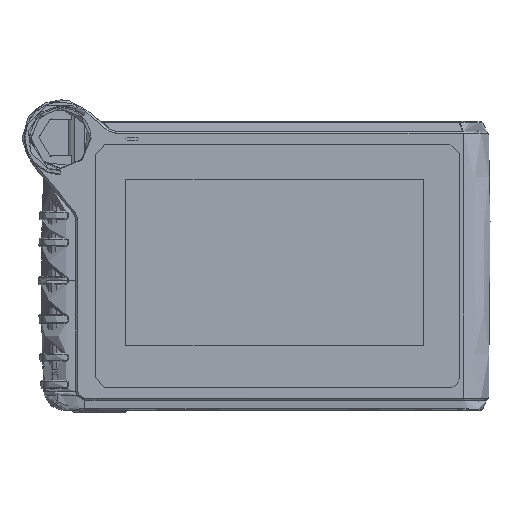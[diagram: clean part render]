
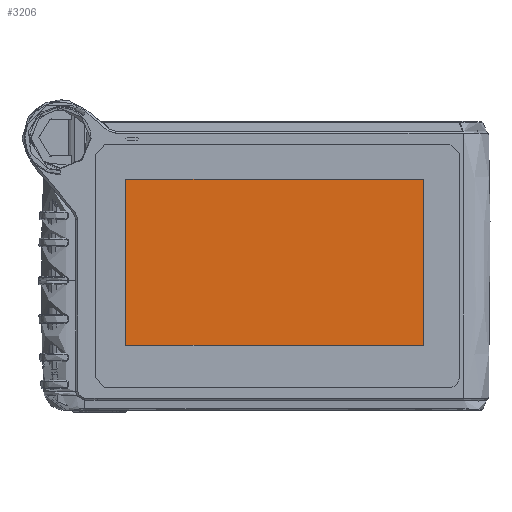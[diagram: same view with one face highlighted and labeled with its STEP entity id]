
A CAD part, top view. The second image highlights one B-rep face of the part: STEP entity #3206.
In plain terms, the highlighted planar face has unit normal (0, 0, 1).
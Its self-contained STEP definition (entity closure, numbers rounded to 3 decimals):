
#3206=ADVANCED_FACE('',(#5465),#37044,.T.);
#5465=FACE_OUTER_BOUND('',#7724,.T.);
#7724=EDGE_LOOP('',(#10004,#10005,#10006,#10007));
#10004=ORIENTED_EDGE('',*,*,#22177,.F.);
#10005=ORIENTED_EDGE('',*,*,#22178,.F.);
#10006=ORIENTED_EDGE('',*,*,#22179,.F.);
#10007=ORIENTED_EDGE('',*,*,#22176,.F.);
#22176=EDGE_CURVE('',#33205,#33208,#28272,.T.);
#22177=EDGE_CURVE('',#33206,#33205,#28273,.T.);
#22178=EDGE_CURVE('',#33207,#33206,#28274,.T.);
#22179=EDGE_CURVE('',#33208,#33207,#28275,.T.);
#28272=B_SPLINE_CURVE_WITH_KNOTS('',3,(#39781,#39782,#39783,#39784),
 .UNSPECIFIED.,.F.,.F.,(4,4),(0.,0.25),.UNSPECIFIED.);
#28273=B_SPLINE_CURVE_WITH_KNOTS('',3,(#39785,#39786,#39787,#39788),
 .UNSPECIFIED.,.F.,.F.,(4,4),(0.75,1.),.UNSPECIFIED.);
#28274=B_SPLINE_CURVE_WITH_KNOTS('',3,(#39789,#39790,#39791,#39792),
 .UNSPECIFIED.,.F.,.F.,(4,4),(0.5,0.75),.UNSPECIFIED.);
#28275=B_SPLINE_CURVE_WITH_KNOTS('',3,(#39793,#39794,#39795,#39796),
 .UNSPECIFIED.,.F.,.F.,(4,4),(0.25,0.5),.UNSPECIFIED.);
#33205=VERTEX_POINT('',#39777);
#33206=VERTEX_POINT('',#39778);
#33207=VERTEX_POINT('',#39779);
#33208=VERTEX_POINT('',#39780);
#37044=PLANE('',#37542);
#37542=AXIS2_PLACEMENT_3D('',#39776,#38204,$);
#38204=DIRECTION('',(0.,0.,1.));
#39776=CARTESIAN_POINT('',(-41.281,19.08,0.2));
#39777=CARTESIAN_POINT('',(-39.732,18.212,0.2));
#39778=CARTESIAN_POINT('',(-39.732,-68.528,0.2));
#39779=CARTESIAN_POINT('',(115.168,-68.528,0.2));
#39780=CARTESIAN_POINT('',(115.168,18.212,0.2));
#39781=CARTESIAN_POINT('',(-39.732,18.212,0.2));
#39782=CARTESIAN_POINT('',(-39.732,18.212,0.2));
#39783=CARTESIAN_POINT('',(115.168,18.212,0.2));
#39784=CARTESIAN_POINT('',(115.168,18.212,0.2));
#39785=CARTESIAN_POINT('',(-39.732,-68.528,0.2));
#39786=CARTESIAN_POINT('',(-39.732,-68.528,0.2));
#39787=CARTESIAN_POINT('',(-39.732,18.212,0.2));
#39788=CARTESIAN_POINT('',(-39.732,18.212,0.2));
#39789=CARTESIAN_POINT('',(115.168,-68.528,0.2));
#39790=CARTESIAN_POINT('',(115.168,-68.528,0.2));
#39791=CARTESIAN_POINT('',(-39.732,-68.528,0.2));
#39792=CARTESIAN_POINT('',(-39.732,-68.528,0.2));
#39793=CARTESIAN_POINT('',(115.168,18.212,0.2));
#39794=CARTESIAN_POINT('',(115.168,18.212,0.2));
#39795=CARTESIAN_POINT('',(115.168,-68.528,0.2));
#39796=CARTESIAN_POINT('',(115.168,-68.528,0.2));
